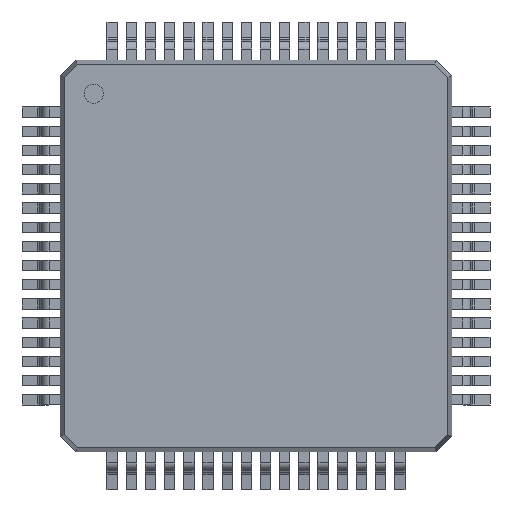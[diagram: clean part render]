
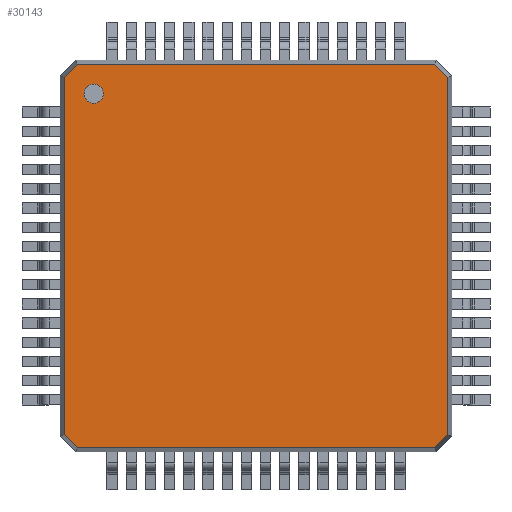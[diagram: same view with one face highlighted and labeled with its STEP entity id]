
A CAD part, top view. The second image highlights one B-rep face of the part: STEP entity #30143.
In plain terms, the highlighted planar face has unit normal (0, 0, 1).
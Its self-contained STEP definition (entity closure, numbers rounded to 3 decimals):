
#29574=CARTESIAN_POINT('',(-3.979,4.229,1.2));
#29575=VERTEX_POINT('',#29574);
#29584=CARTESIAN_POINT('',(-4.479,4.229,1.2));
#29585=VERTEX_POINT('',#29584);
#29586=CARTESIAN_POINT('',(-4.229,4.229,1.2));
#29587=DIRECTION('',(0.0,0.0,-1.0));
#29588=DIRECTION('',(1.0,0.0,0.0));
#29589=AXIS2_PLACEMENT_3D('',#29586,#29587,#29588);
#29590=CIRCLE('',#29589,0.25);
#29591=EDGE_CURVE('',#29585,#29575,#29590,.T.);
#29625=CARTESIAN_POINT('',(-4.229,4.229,1.2));
#29626=DIRECTION('',(0.0,0.0,-1.0));
#29627=DIRECTION('',(1.0,0.0,0.0));
#29628=AXIS2_PLACEMENT_3D('',#29625,#29626,#29627);
#29629=CIRCLE('',#29628,0.25);
#29630=EDGE_CURVE('',#29575,#29585,#29629,.T.);
#30051=CARTESIAN_POINT('',(-5.0,-4.659,1.2));
#30052=VERTEX_POINT('',#30051);
#30060=CARTESIAN_POINT('',(-4.659,-5.0,1.2));
#30061=VERTEX_POINT('',#30060);
#30068=CARTESIAN_POINT('',(-4.659,-5.0,1.2));
#30069=DIRECTION('',(-0.707,0.707,0.0));
#30070=VECTOR('',#30069,0.483);
#30071=LINE('',#30068,#30070);
#30072=EDGE_CURVE('',#30061,#30052,#30071,.T.);
#30077=CARTESIAN_POINT('',(0.,0.,1.2));
#30078=DIRECTION('',(0.0,0.0,1.0));
#30079=DIRECTION('',(1.0,0.0,0.0));
#30080=AXIS2_PLACEMENT_3D('',#30077,#30078,#30079);
#30081=PLANE('',#30080);
#30082=ORIENTED_EDGE('',*,*,#30072,.F.);
#30083=CARTESIAN_POINT('',(4.659,-5.0,1.2));
#30084=VERTEX_POINT('',#30083);
#30085=CARTESIAN_POINT('',(4.659,-5.0,1.2));
#30086=DIRECTION('',(-1.0,0.0,0.0));
#30087=VECTOR('',#30086,9.317);
#30088=LINE('',#30085,#30087);
#30089=EDGE_CURVE('',#30084,#30061,#30088,.T.);
#30090=ORIENTED_EDGE('',*,*,#30089,.F.);
#30091=CARTESIAN_POINT('',(5.,-4.659,1.2));
#30092=VERTEX_POINT('',#30091);
#30093=CARTESIAN_POINT('',(5.,-4.659,1.2));
#30094=DIRECTION('',(-0.707,-0.707,0.0));
#30095=VECTOR('',#30094,0.483);
#30096=LINE('',#30093,#30095);
#30097=EDGE_CURVE('',#30092,#30084,#30096,.T.);
#30098=ORIENTED_EDGE('',*,*,#30097,.F.);
#30099=CARTESIAN_POINT('',(5.0,4.659,1.2));
#30100=VERTEX_POINT('',#30099);
#30101=CARTESIAN_POINT('',(5.0,4.659,1.2));
#30102=DIRECTION('',(0.0,-1.0,0.0));
#30103=VECTOR('',#30102,9.317);
#30104=LINE('',#30101,#30103);
#30105=EDGE_CURVE('',#30100,#30092,#30104,.T.);
#30106=ORIENTED_EDGE('',*,*,#30105,.F.);
#30107=CARTESIAN_POINT('',(4.659,5.0,1.2));
#30108=VERTEX_POINT('',#30107);
#30109=CARTESIAN_POINT('',(4.659,5.0,1.2));
#30110=DIRECTION('',(0.707,-0.707,0.0));
#30111=VECTOR('',#30110,0.483);
#30112=LINE('',#30109,#30111);
#30113=EDGE_CURVE('',#30108,#30100,#30112,.T.);
#30114=ORIENTED_EDGE('',*,*,#30113,.F.);
#30115=CARTESIAN_POINT('',(-4.659,5.0,1.2));
#30116=VERTEX_POINT('',#30115);
#30117=CARTESIAN_POINT('',(-4.659,5.0,1.2));
#30118=DIRECTION('',(1.0,0.0,0.0));
#30119=VECTOR('',#30118,9.317);
#30120=LINE('',#30117,#30119);
#30121=EDGE_CURVE('',#30116,#30108,#30120,.T.);
#30122=ORIENTED_EDGE('',*,*,#30121,.F.);
#30123=CARTESIAN_POINT('',(-5.0,4.659,1.2));
#30124=VERTEX_POINT('',#30123);
#30125=CARTESIAN_POINT('',(-5.0,4.659,1.2));
#30126=DIRECTION('',(0.707,0.707,0.0));
#30127=VECTOR('',#30126,0.483);
#30128=LINE('',#30125,#30127);
#30129=EDGE_CURVE('',#30124,#30116,#30128,.T.);
#30130=ORIENTED_EDGE('',*,*,#30129,.F.);
#30131=CARTESIAN_POINT('',(-5.0,-4.659,1.2));
#30132=DIRECTION('',(0.0,1.0,0.0));
#30133=VECTOR('',#30132,9.317);
#30134=LINE('',#30131,#30133);
#30135=EDGE_CURVE('',#30052,#30124,#30134,.T.);
#30136=ORIENTED_EDGE('',*,*,#30135,.F.);
#30137=EDGE_LOOP('',(#30082,#30090,#30098,#30106,#30114,#30122,#30130,#30136));
#30138=FACE_OUTER_BOUND('',#30137,.T.);
#30139=ORIENTED_EDGE('',*,*,#29630,.T.);
#30140=ORIENTED_EDGE('',*,*,#29591,.T.);
#30141=EDGE_LOOP('',(#30139,#30140));
#30142=FACE_BOUND('',#30141,.T.);
#30143=ADVANCED_FACE('',(#30138,#30142),#30081,.T.);
